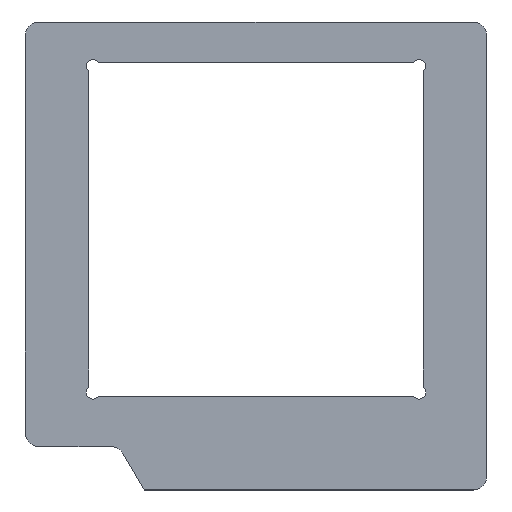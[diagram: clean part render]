
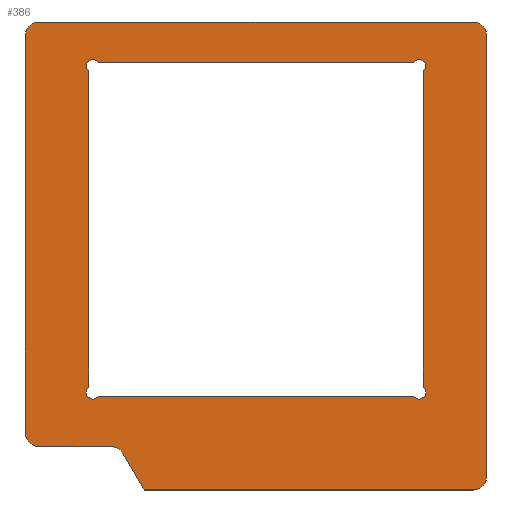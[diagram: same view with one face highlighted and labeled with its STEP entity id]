
A CAD part, top view. The second image highlights one B-rep face of the part: STEP entity #386.
In plain terms, the highlighted planar face has unit normal (0, 0, 1).
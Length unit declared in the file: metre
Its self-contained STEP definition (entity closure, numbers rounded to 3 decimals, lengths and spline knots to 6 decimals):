
#13=PLANE('',#422);
#28=LINE('',#591,#67);
#29=LINE('',#596,#68);
#30=LINE('',#600,#69);
#31=LINE('',#604,#70);
#32=LINE('',#608,#71);
#33=LINE('',#611,#72);
#34=LINE('',#615,#73);
#35=LINE('',#619,#74);
#36=LINE('',#623,#75);
#37=LINE('',#625,#76);
#67=VECTOR('',#471,1.);
#68=VECTOR('',#476,1.);
#69=VECTOR('',#479,1.);
#70=VECTOR('',#482,1.);
#71=VECTOR('',#485,1.);
#72=VECTOR('',#488,1.);
#73=VECTOR('',#491,1.);
#74=VECTOR('',#494,1.);
#75=VECTOR('',#497,1.);
#76=VECTOR('',#498,1.);
#110=ORIENTED_EDGE('',*,*,#223,.T.);
#111=ORIENTED_EDGE('',*,*,#224,.T.);
#112=ORIENTED_EDGE('',*,*,#225,.T.);
#113=ORIENTED_EDGE('',*,*,#226,.T.);
#114=ORIENTED_EDGE('',*,*,#227,.T.);
#115=ORIENTED_EDGE('',*,*,#228,.T.);
#116=ORIENTED_EDGE('',*,*,#229,.T.);
#117=ORIENTED_EDGE('',*,*,#230,.T.);
#118=ORIENTED_EDGE('',*,*,#216,.F.);
#119=ORIENTED_EDGE('',*,*,#222,.T.);
#120=ORIENTED_EDGE('',*,*,#231,.T.);
#121=ORIENTED_EDGE('',*,*,#232,.T.);
#122=ORIENTED_EDGE('',*,*,#233,.T.);
#123=ORIENTED_EDGE('',*,*,#234,.T.);
#124=ORIENTED_EDGE('',*,*,#235,.F.);
#125=ORIENTED_EDGE('',*,*,#236,.T.);
#126=ORIENTED_EDGE('',*,*,#237,.F.);
#127=ORIENTED_EDGE('',*,*,#238,.T.);
#128=ORIENTED_EDGE('',*,*,#239,.T.);
#216=EDGE_CURVE('',#273,#274,#311,.T.);
#222=EDGE_CURVE('',#273,#278,#28,.T.);
#223=EDGE_CURVE('',#279,#280,#313,.T.);
#224=EDGE_CURVE('',#280,#281,#29,.T.);
#225=EDGE_CURVE('',#281,#282,#314,.T.);
#226=EDGE_CURVE('',#282,#283,#30,.T.);
#227=EDGE_CURVE('',#283,#284,#315,.T.);
#228=EDGE_CURVE('',#284,#285,#31,.T.);
#229=EDGE_CURVE('',#285,#286,#316,.T.);
#230=EDGE_CURVE('',#286,#279,#32,.T.);
#231=EDGE_CURVE('',#278,#287,#317,.T.);
#232=EDGE_CURVE('',#287,#288,#33,.T.);
#233=EDGE_CURVE('',#288,#289,#318,.T.);
#234=EDGE_CURVE('',#289,#290,#34,.T.);
#235=EDGE_CURVE('',#291,#290,#319,.T.);
#236=EDGE_CURVE('',#291,#292,#35,.T.);
#237=EDGE_CURVE('',#293,#292,#320,.T.);
#238=EDGE_CURVE('',#293,#294,#36,.T.);
#239=EDGE_CURVE('',#294,#274,#37,.T.);
#273=VERTEX_POINT('',#579);
#274=VERTEX_POINT('',#580);
#278=VERTEX_POINT('',#590);
#279=VERTEX_POINT('',#594);
#280=VERTEX_POINT('',#595);
#281=VERTEX_POINT('',#597);
#282=VERTEX_POINT('',#599);
#283=VERTEX_POINT('',#601);
#284=VERTEX_POINT('',#603);
#285=VERTEX_POINT('',#605);
#286=VERTEX_POINT('',#607);
#287=VERTEX_POINT('',#610);
#288=VERTEX_POINT('',#612);
#289=VERTEX_POINT('',#614);
#290=VERTEX_POINT('',#616);
#291=VERTEX_POINT('',#618);
#292=VERTEX_POINT('',#620);
#293=VERTEX_POINT('',#622);
#294=VERTEX_POINT('',#624);
#311=CIRCLE('',#419,0.002);
#313=CIRCLE('',#423,0.001);
#314=CIRCLE('',#424,0.001);
#315=CIRCLE('',#425,0.001);
#316=CIRCLE('',#426,0.001);
#317=CIRCLE('',#427,0.002);
#318=CIRCLE('',#428,0.002);
#319=CIRCLE('',#429,0.002);
#320=CIRCLE('',#430,0.002);
#331=EDGE_LOOP('',(#110,#111,#112,#113,#114,#115,#116,#117));
#332=EDGE_LOOP('',(#118,#119,#120,#121,#122,#123,#124,#125,#126,#127,#128));
#354=FACE_BOUND('',#331,.T.);
#355=FACE_BOUND('',#332,.T.);
#386=ADVANCED_FACE('',(#354,#355),#13,.T.);
#419=AXIS2_PLACEMENT_3D('',#578,#461,#462);
#422=AXIS2_PLACEMENT_3D('',#592,#472,#473);
#423=AXIS2_PLACEMENT_3D('',#593,#474,#475);
#424=AXIS2_PLACEMENT_3D('',#598,#477,#478);
#425=AXIS2_PLACEMENT_3D('',#602,#480,#481);
#426=AXIS2_PLACEMENT_3D('',#606,#483,#484);
#427=AXIS2_PLACEMENT_3D('',#609,#486,#487);
#428=AXIS2_PLACEMENT_3D('',#613,#489,#490);
#429=AXIS2_PLACEMENT_3D('',#617,#492,#493);
#430=AXIS2_PLACEMENT_3D('',#621,#495,#496);
#461=DIRECTION('',(0.,0.,-1.));
#462=DIRECTION('',(0.707,-0.707,0.));
#471=DIRECTION('',(0.,1.,0.));
#472=DIRECTION('',(0.,0.,1.));
#473=DIRECTION('',(1.,0.,0.));
#474=DIRECTION('',(0.,0.,-1.));
#475=DIRECTION('',(0.,1.,0.));
#476=DIRECTION('',(0.,-1.,0.));
#477=DIRECTION('',(0.,0.,-1.));
#478=DIRECTION('',(1.,0.,0.));
#479=DIRECTION('',(-1.,0.,0.));
#480=DIRECTION('',(0.,0.,-1.));
#481=DIRECTION('',(0.,-1.,0.));
#482=DIRECTION('',(0.,1.,0.));
#483=DIRECTION('',(0.,0.,-1.));
#484=DIRECTION('',(-1.,0.,0.));
#485=DIRECTION('',(1.,0.,0.));
#486=DIRECTION('',(0.,0.,1.));
#487=DIRECTION('',(1.,0.,0.));
#488=DIRECTION('',(-1.,0.,0.));
#489=DIRECTION('',(0.,0.,1.));
#490=DIRECTION('',(0.,1.,0.));
#491=DIRECTION('',(0.,-1.,0.));
#492=DIRECTION('',(0.,0.,-1.));
#493=DIRECTION('',(-0.707,-0.707,0.));
#494=DIRECTION('',(1.,0.,0.));
#495=DIRECTION('',(0.,0.,1.));
#496=DIRECTION('',(0.5,0.866,0.));
#497=DIRECTION('',(0.5,-0.866,0.));
#498=DIRECTION('',(1.,0.,0.));
#578=CARTESIAN_POINT('',(0.0325,-0.037,0.0009));
#579=CARTESIAN_POINT('',(0.0345,-0.037,0.0009));
#580=CARTESIAN_POINT('',(0.0325,-0.039,0.0009));
#590=CARTESIAN_POINT('',(0.0345,0.029,0.0009));
#591=CARTESIAN_POINT('',(0.0345,-0.039,0.0009));
#592=CARTESIAN_POINT('',(0.,-0.004417,0.0009));
#593=CARTESIAN_POINT('',(0.0244,0.0244,0.0009));
#594=CARTESIAN_POINT('',(0.0236,0.025,0.0009));
#595=CARTESIAN_POINT('',(0.025,0.0236,0.0009));
#596=CARTESIAN_POINT('',(0.025,-0.014708,0.0009));
#597=CARTESIAN_POINT('',(0.025,-0.0236,0.0009));
#598=CARTESIAN_POINT('',(0.0244,-0.0244,0.0009));
#599=CARTESIAN_POINT('',(0.0236,-0.025,0.0009));
#600=CARTESIAN_POINT('',(-0.0125,-0.025,0.0009));
#601=CARTESIAN_POINT('',(-0.0236,-0.025,0.0009));
#602=CARTESIAN_POINT('',(-0.0244,-0.0244,0.0009));
#603=CARTESIAN_POINT('',(-0.025,-0.0236,0.0009));
#604=CARTESIAN_POINT('',(-0.025,0.010292,0.0009));
#605=CARTESIAN_POINT('',(-0.025,0.0236,0.0009));
#606=CARTESIAN_POINT('',(-0.0244,0.0244,0.0009));
#607=CARTESIAN_POINT('',(-0.0236,0.025,0.0009));
#608=CARTESIAN_POINT('',(0.0125,0.025,0.0009));
#609=CARTESIAN_POINT('',(0.0325,0.029,0.0009));
#610=CARTESIAN_POINT('',(0.0325,0.031,0.0009));
#611=CARTESIAN_POINT('',(0.0325,0.031,0.0009));
#612=CARTESIAN_POINT('',(-0.0325,0.031,0.0009));
#613=CARTESIAN_POINT('',(-0.0325,0.029,0.0009));
#614=CARTESIAN_POINT('',(-0.0345,0.029,0.0009));
#615=CARTESIAN_POINT('',(-0.0345,0.029,0.0009));
#616=CARTESIAN_POINT('',(-0.0345,-0.0305,0.0009));
#617=CARTESIAN_POINT('',(-0.0325,-0.0305,0.0009));
#618=CARTESIAN_POINT('',(-0.0325,-0.0325,0.0009));
#619=CARTESIAN_POINT('',(-0.01725,-0.0325,0.0009));
#620=CARTESIAN_POINT('',(-0.021655,-0.0325,0.0009));
#621=CARTESIAN_POINT('',(-0.021655,-0.0345,0.0009));
#622=CARTESIAN_POINT('',(-0.019923,-0.0335,0.0009));
#623=CARTESIAN_POINT('',(-0.024018,-0.026407,0.0009));
#624=CARTESIAN_POINT('',(-0.016747,-0.039,0.0009));
#625=CARTESIAN_POINT('',(-0.0345,-0.039,0.0009));
